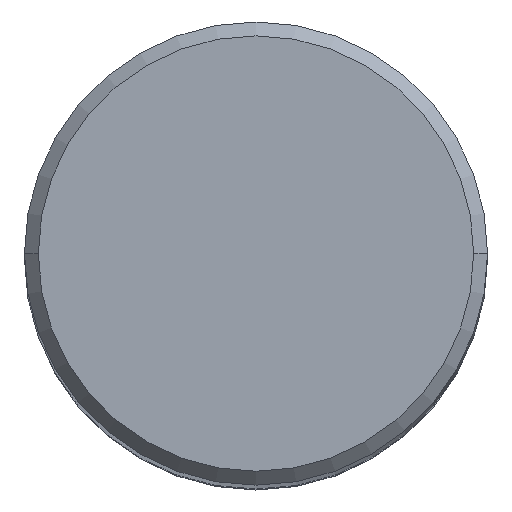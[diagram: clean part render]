
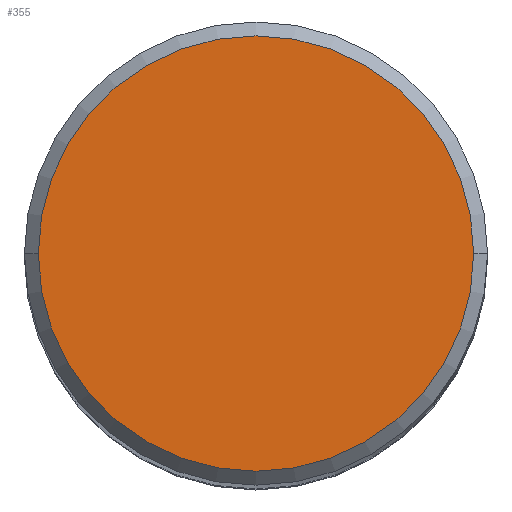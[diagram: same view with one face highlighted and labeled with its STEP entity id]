
A CAD part, top view. The second image highlights one B-rep face of the part: STEP entity #355.
In plain terms, the highlighted planar face has unit normal (0, 0, 1).
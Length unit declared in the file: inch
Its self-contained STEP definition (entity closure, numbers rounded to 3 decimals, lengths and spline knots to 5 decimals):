
#15 = CARTESIAN_POINT ( 'NONE',  ( 0., 0., 3. ) ) ;
#33 = ORIENTED_EDGE ( 'NONE', *, *, #378, .T. ) ;
#55 = DIRECTION ( 'NONE',  ( 1., 0., 0. ) ) ;
#60 = ORIENTED_EDGE ( 'NONE', *, *, #262, .T. ) ;
#67 = AXIS2_PLACEMENT_3D ( 'NONE', #168, #170, #281 ) ;
#109 = CIRCLE ( 'NONE', #138, 0.235 ) ;
#138 = AXIS2_PLACEMENT_3D ( 'NONE', #244, #359, #275 ) ;
#168 = CARTESIAN_POINT ( 'NONE',  ( 0., 0., 3. ) ) ;
#170 = DIRECTION ( 'NONE',  ( 0., 0., 1. ) ) ;
#180 = AXIS2_PLACEMENT_3D ( 'NONE', #15, #196, #55 ) ;
#196 = DIRECTION ( 'NONE',  ( 0., 0., 1. ) ) ;
#197 = CARTESIAN_POINT ( 'NONE',  ( 0.235, 0., 3. ) ) ;
#200 = CARTESIAN_POINT ( 'NONE',  ( -0.235, 0., 3. ) ) ;
#223 = PLANE ( 'NONE',  #180 ) ;
#230 = CIRCLE ( 'NONE', #67, 0.235 ) ;
#244 = CARTESIAN_POINT ( 'NONE',  ( 0., 0., 3. ) ) ;
#262 = EDGE_CURVE ( 'NONE', #323, #318, #109, .T. ) ;
#275 = DIRECTION ( 'NONE',  ( 1., 0., 0. ) ) ;
#281 = DIRECTION ( 'NONE',  ( 1., 0., 0. ) ) ;
#318 = VERTEX_POINT ( 'NONE', #197 ) ;
#323 = VERTEX_POINT ( 'NONE', #200 ) ;
#345 = EDGE_LOOP ( 'NONE', ( #60, #33 ) ) ;
#346 = FACE_OUTER_BOUND ( 'NONE', #345, .T. ) ;
#355 = ADVANCED_FACE ( 'NONE', ( #346 ), #223, .T. ) ;
#359 = DIRECTION ( 'NONE',  ( 0., 0., 1. ) ) ;
#378 = EDGE_CURVE ( 'NONE', #318, #323, #230, .T. ) ;
